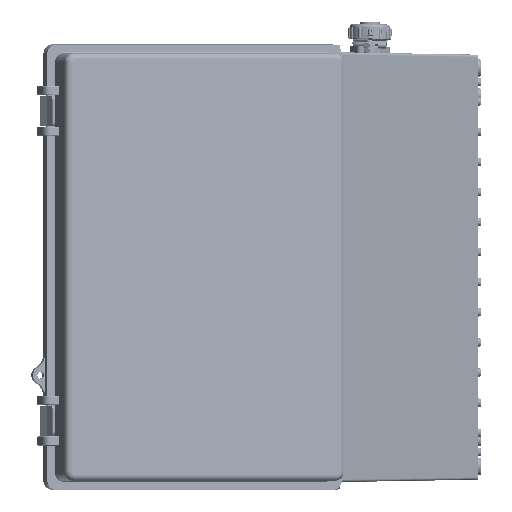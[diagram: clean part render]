
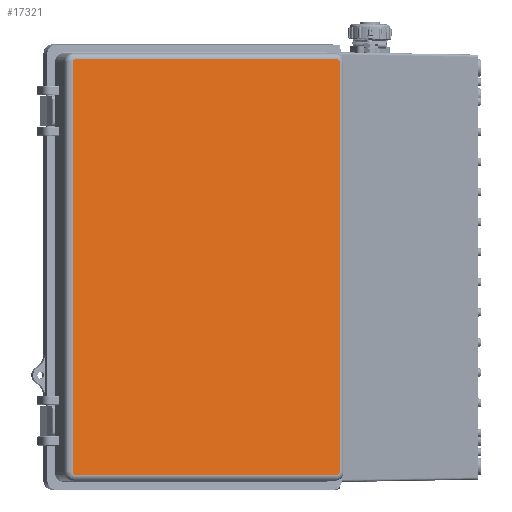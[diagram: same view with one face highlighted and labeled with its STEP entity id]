
A CAD part, left-side view. The second image highlights one B-rep face of the part: STEP entity #17321.
In plain terms, the highlighted face is planar.
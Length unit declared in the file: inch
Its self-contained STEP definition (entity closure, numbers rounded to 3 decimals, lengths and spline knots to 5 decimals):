
#478 = VERTEX_POINT ( 'NONE', #97969 ) ;
#2085 = DIRECTION ( 'NONE',  ( 0., 1., 0. ) ) ;
#6395 = CARTESIAN_POINT ( 'NONE',  ( 4.71121, 1.21, 6.79213 ) ) ;
#8330 = CARTESIAN_POINT ( 'NONE',  ( 4.8112, 1.21, -6.69214 ) ) ;
#8944 = DIRECTION ( 'NONE',  ( -1., 0., 0. ) ) ;
#11213 = CARTESIAN_POINT ( 'NONE',  ( -4.71121, 1.21, -6.79213 ) ) ;
#13139 = VERTEX_POINT ( 'NONE', #97795 ) ;
#17321 = ADVANCED_FACE ( 'NONE', ( #18298 ), #50292, .T. ) ;
#17714 = EDGE_CURVE ( 'NONE', #77414, #148293, #96814, .T. ) ;
#17917 = CARTESIAN_POINT ( 'NONE',  ( 4.71121, 1.21, 6.79213 ) ) ;
#18298 = FACE_OUTER_BOUND ( 'NONE', #131072, .T. ) ;
#20137 = CARTESIAN_POINT ( 'NONE',  ( -4.8112, 1.21, 6.69214 ) ) ;
#20601 = CARTESIAN_POINT ( 'NONE',  ( -4.71121, 1.21, -6.79213 ) ) ;
#23794 = EDGE_CURVE ( 'NONE', #33744, #150863, #28767, .T. ) ;
#24679 = AXIS2_PLACEMENT_3D ( 'NONE', #72923, #2085, #51849 ) ;
#27458 = VERTEX_POINT ( 'NONE', #122793 ) ;
#27532 = DIRECTION ( 'NONE',  ( 0., 0., 1. ) ) ;
#27831 = ORIENTED_EDGE ( 'NONE', *, *, #17714, .T. ) ;
#28767 = LINE ( 'NONE', #17917, #117759 ) ;
#29797 = DIRECTION ( 'NONE',  ( 0., 1., 0. ) ) ;
#33744 = VERTEX_POINT ( 'NONE', #153575 ) ;
#39242 = DIRECTION ( 'NONE',  ( 0., 1., 0. ) ) ;
#39652 = DIRECTION ( 'NONE',  ( 0., 1., 0. ) ) ;
#43363 = AXIS2_PLACEMENT_3D ( 'NONE', #112292, #39242, #27532 ) ;
#45164 = AXIS2_PLACEMENT_3D ( 'NONE', #146142, #39652, #87114 ) ;
#46241 = EDGE_CURVE ( 'NONE', #13139, #33744, #137695, .T. ) ;
#50292 = PLANE ( 'NONE',  #24679 ) ;
#51849 = DIRECTION ( 'NONE',  ( 0., 0., 1. ) ) ;
#52417 = DIRECTION ( 'NONE',  ( 0., 0., 1. ) ) ;
#52459 = EDGE_CURVE ( 'NONE', #150863, #27458, #58160, .T. ) ;
#54347 = DIRECTION ( 'NONE',  ( 0., 0., 1. ) ) ;
#54604 = AXIS2_PLACEMENT_3D ( 'NONE', #102922, #29797, #52417 ) ;
#54945 = LINE ( 'NONE', #8330, #70059 ) ;
#55699 = DIRECTION ( 'NONE',  ( 0., 0., -1. ) ) ;
#58160 = CIRCLE ( 'NONE', #85510, 0.09999 ) ;
#66045 = LINE ( 'NONE', #20137, #153076 ) ;
#69099 = VECTOR ( 'NONE', #8944, 39.37008 ) ;
#69623 = DIRECTION ( 'NONE',  ( 0., 0., 1. ) ) ;
#70059 = VECTOR ( 'NONE', #55699, 39.37008 ) ;
#72923 = CARTESIAN_POINT ( 'NONE',  ( -4.71121, 1.21, -6.69214 ) ) ;
#77414 = VERTEX_POINT ( 'NONE', #11213 ) ;
#78679 = ORIENTED_EDGE ( 'NONE', *, *, #135620, .T. ) ;
#80583 = ORIENTED_EDGE ( 'NONE', *, *, #88162, .T. ) ;
#82845 = CARTESIAN_POINT ( 'NONE',  ( 4.71121, 1.21, 6.69214 ) ) ;
#83102 = ORIENTED_EDGE ( 'NONE', *, *, #23794, .T. ) ;
#85510 = AXIS2_PLACEMENT_3D ( 'NONE', #82845, #152728, #69623 ) ;
#85641 = VERTEX_POINT ( 'NONE', #101637 ) ;
#87114 = DIRECTION ( 'NONE',  ( 0., 0., 1. ) ) ;
#87584 = ORIENTED_EDGE ( 'NONE', *, *, #132063, .T. ) ;
#88162 = EDGE_CURVE ( 'NONE', #148293, #13139, #66045, .T. ) ;
#96814 = CIRCLE ( 'NONE', #54604, 0.09999 ) ;
#97795 = CARTESIAN_POINT ( 'NONE',  ( -4.8112, 1.21, 6.69214 ) ) ;
#97969 = CARTESIAN_POINT ( 'NONE',  ( 4.8112, 1.21, -6.69214 ) ) ;
#98484 = ORIENTED_EDGE ( 'NONE', *, *, #52459, .T. ) ;
#101084 = DIRECTION ( 'NONE',  ( 1., 0., 0. ) ) ;
#101637 = CARTESIAN_POINT ( 'NONE',  ( 4.71121, 1.21, -6.79213 ) ) ;
#102922 = CARTESIAN_POINT ( 'NONE',  ( -4.71121, 1.21, -6.69214 ) ) ;
#103051 = ORIENTED_EDGE ( 'NONE', *, *, #121947, .T. ) ;
#106623 = CARTESIAN_POINT ( 'NONE',  ( -4.8112, 1.21, -6.69214 ) ) ;
#112292 = CARTESIAN_POINT ( 'NONE',  ( -4.71121, 1.21, 6.69214 ) ) ;
#117759 = VECTOR ( 'NONE', #101084, 39.37008 ) ;
#121947 = EDGE_CURVE ( 'NONE', #478, #85641, #137060, .T. ) ;
#122793 = CARTESIAN_POINT ( 'NONE',  ( 4.8112, 1.21, 6.69214 ) ) ;
#131072 = EDGE_LOOP ( 'NONE', ( #80583, #142845, #83102, #98484, #87584, #103051, #78679, #27831 ) ) ;
#132063 = EDGE_CURVE ( 'NONE', #27458, #478, #54945, .T. ) ;
#135620 = EDGE_CURVE ( 'NONE', #85641, #77414, #139522, .T. ) ;
#137060 = CIRCLE ( 'NONE', #45164, 0.09999 ) ;
#137695 = CIRCLE ( 'NONE', #43363, 0.09999 ) ;
#139522 = LINE ( 'NONE', #20601, #69099 ) ;
#142845 = ORIENTED_EDGE ( 'NONE', *, *, #46241, .T. ) ;
#146142 = CARTESIAN_POINT ( 'NONE',  ( 4.71121, 1.21, -6.69214 ) ) ;
#148293 = VERTEX_POINT ( 'NONE', #106623 ) ;
#150863 = VERTEX_POINT ( 'NONE', #6395 ) ;
#152728 = DIRECTION ( 'NONE',  ( 0., 1., 0. ) ) ;
#153076 = VECTOR ( 'NONE', #54347, 39.37008 ) ;
#153575 = CARTESIAN_POINT ( 'NONE',  ( -4.71121, 1.21, 6.79213 ) ) ;
